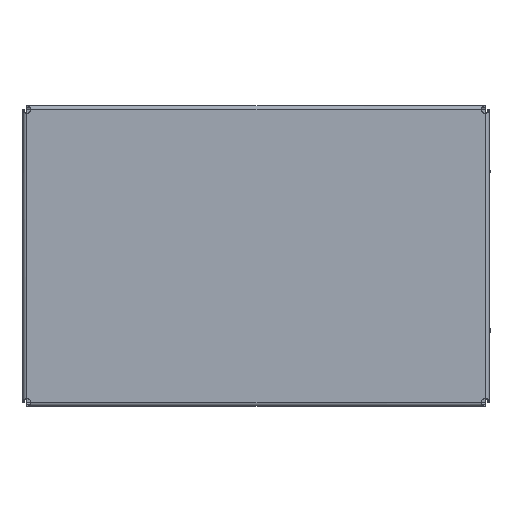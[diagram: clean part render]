
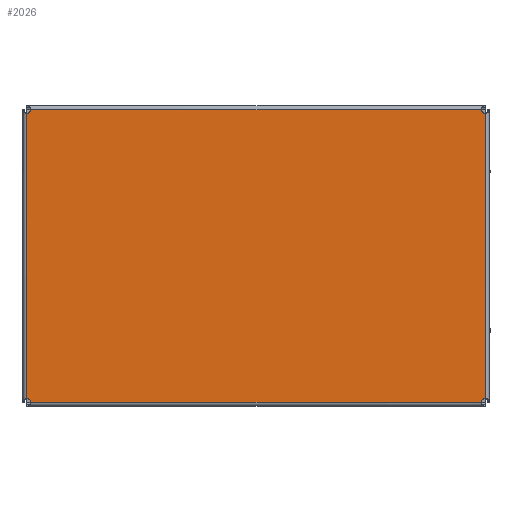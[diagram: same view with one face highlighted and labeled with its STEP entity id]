
A CAD part, top view. The second image highlights one B-rep face of the part: STEP entity #2026.
In plain terms, the highlighted planar face has unit normal (0, 0, 1).
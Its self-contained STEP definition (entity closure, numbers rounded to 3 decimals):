
#23 = CARTESIAN_POINT ( 'NONE',  ( -149.5, 95.5, 0. ) ) ;
#83 = DIRECTION ( 'NONE',  ( 1., 0., 0. ) ) ;
#205 = ORIENTED_EDGE ( 'NONE', *, *, #4269, .T. ) ;
#245 = AXIS2_PLACEMENT_3D ( 'NONE', #23, #4265, #1351 ) ;
#265 = DIRECTION ( 'NONE',  ( -1., 0., 0. ) ) ;
#285 = EDGE_CURVE ( 'NONE', #636, #4272, #3250, .T. ) ;
#292 = FACE_OUTER_BOUND ( 'NONE', #1765, .T. ) ;
#306 = VERTEX_POINT ( 'NONE', #4051 ) ;
#334 = CARTESIAN_POINT ( 'NONE',  ( 0., 0., 0. ) ) ;
#544 = VERTEX_POINT ( 'NONE', #1821 ) ;
#551 = EDGE_CURVE ( 'NONE', #636, #306, #4160, .T. ) ;
#578 = CARTESIAN_POINT ( 'NONE',  ( -149.5, 93., 0. ) ) ;
#591 = ORIENTED_EDGE ( 'NONE', *, *, #1835, .T. ) ;
#614 = CARTESIAN_POINT ( 'NONE',  ( -147., -95.5, 0. ) ) ;
#636 = VERTEX_POINT ( 'NONE', #578 ) ;
#826 = DIRECTION ( 'NONE',  ( 0., -1., 0. ) ) ;
#986 = DIRECTION ( 'NONE',  ( 0., 0., -1. ) ) ;
#1010 = AXIS2_PLACEMENT_3D ( 'NONE', #334, #986, #2329 ) ;
#1021 = CARTESIAN_POINT ( 'NONE',  ( -149.5, -95.5, 0. ) ) ;
#1047 = ORIENTED_EDGE ( 'NONE', *, *, #285, .F. ) ;
#1062 = CIRCLE ( 'NONE', #3947, 2.5 ) ;
#1065 = AXIS2_PLACEMENT_3D ( 'NONE', #2113, #1778, #3758 ) ;
#1265 = CIRCLE ( 'NONE', #1485, 2.5 ) ;
#1351 = DIRECTION ( 'NONE',  ( -1., 0., 0. ) ) ;
#1485 = AXIS2_PLACEMENT_3D ( 'NONE', #3269, #3572, #265 ) ;
#1599 = DIRECTION ( 'NONE',  ( 1., 0., 0. ) ) ;
#1692 = VECTOR ( 'NONE', #3304, 1000. ) ;
#1744 = LINE ( 'NONE', #3152, #2278 ) ;
#1765 = EDGE_LOOP ( 'NONE', ( #1961, #3352, #591, #2900, #205, #1047, #2999, #2894 ) ) ;
#1778 = DIRECTION ( 'NONE',  ( 0., 0., 1. ) ) ;
#1821 = CARTESIAN_POINT ( 'NONE',  ( 147., 95.5, 0. ) ) ;
#1835 = EDGE_CURVE ( 'NONE', #3149, #3738, #4215, .T. ) ;
#1960 = CARTESIAN_POINT ( 'NONE',  ( 149.5, -93., 0. ) ) ;
#1961 = ORIENTED_EDGE ( 'NONE', *, *, #2715, .T. ) ;
#2026 = ADVANCED_FACE ( 'NONE', ( #292 ), #3999, .F. ) ;
#2096 = VERTEX_POINT ( 'NONE', #614 ) ;
#2113 = CARTESIAN_POINT ( 'NONE',  ( 149.5, 95.5, 0. ) ) ;
#2278 = VECTOR ( 'NONE', #83, 1000. ) ;
#2329 = DIRECTION ( 'NONE',  ( -1., 0., 0. ) ) ;
#2607 = CARTESIAN_POINT ( 'NONE',  ( 152., 95.5, 0. ) ) ;
#2656 = DIRECTION ( 'NONE',  ( 0., 0., 1. ) ) ;
#2685 = CARTESIAN_POINT ( 'NONE',  ( 149.5, 93., 0. ) ) ;
#2715 = EDGE_CURVE ( 'NONE', #2096, #3930, #1744, .T. ) ;
#2894 = ORIENTED_EDGE ( 'NONE', *, *, #3178, .F. ) ;
#2900 = ORIENTED_EDGE ( 'NONE', *, *, #3205, .F. ) ;
#2929 = CARTESIAN_POINT ( 'NONE',  ( 149.5, -95.5, 0. ) ) ;
#2999 = ORIENTED_EDGE ( 'NONE', *, *, #551, .T. ) ;
#3149 = VERTEX_POINT ( 'NONE', #1960 ) ;
#3152 = CARTESIAN_POINT ( 'NONE',  ( -152., -95.5, 0. ) ) ;
#3178 = EDGE_CURVE ( 'NONE', #2096, #306, #1062, .T. ) ;
#3205 = EDGE_CURVE ( 'NONE', #544, #3738, #3523, .T. ) ;
#3250 = CIRCLE ( 'NONE', #245, 2.5 ) ;
#3269 = CARTESIAN_POINT ( 'NONE',  ( 149.5, -95.5, 0. ) ) ;
#3304 = DIRECTION ( 'NONE',  ( -1., 0., 0. ) ) ;
#3352 = ORIENTED_EDGE ( 'NONE', *, *, #4259, .F. ) ;
#3519 = DIRECTION ( 'NONE',  ( 0., 1., 0. ) ) ;
#3523 = CIRCLE ( 'NONE', #1065, 2.5 ) ;
#3572 = DIRECTION ( 'NONE',  ( 0., 0., 1. ) ) ;
#3700 = CARTESIAN_POINT ( 'NONE',  ( 147., -95.5, 0. ) ) ;
#3738 = VERTEX_POINT ( 'NONE', #2685 ) ;
#3758 = DIRECTION ( 'NONE',  ( 1., 0., 0. ) ) ;
#3842 = CARTESIAN_POINT ( 'NONE',  ( -149.5, 95.5, 0. ) ) ;
#3926 = CARTESIAN_POINT ( 'NONE',  ( -147., 95.5, 0. ) ) ;
#3930 = VERTEX_POINT ( 'NONE', #3700 ) ;
#3947 = AXIS2_PLACEMENT_3D ( 'NONE', #1021, #2656, #1599 ) ;
#3970 = LINE ( 'NONE', #2607, #1692 ) ;
#3999 = PLANE ( 'NONE',  #1010 ) ;
#4051 = CARTESIAN_POINT ( 'NONE',  ( -149.5, -93., 0. ) ) ;
#4102 = VECTOR ( 'NONE', #3519, 1000. ) ;
#4160 = LINE ( 'NONE', #3842, #4226 ) ;
#4215 = LINE ( 'NONE', #2929, #4102 ) ;
#4226 = VECTOR ( 'NONE', #826, 1000. ) ;
#4259 = EDGE_CURVE ( 'NONE', #3149, #3930, #1265, .T. ) ;
#4265 = DIRECTION ( 'NONE',  ( 0., 0., 1. ) ) ;
#4269 = EDGE_CURVE ( 'NONE', #544, #4272, #3970, .T. ) ;
#4272 = VERTEX_POINT ( 'NONE', #3926 ) ;
